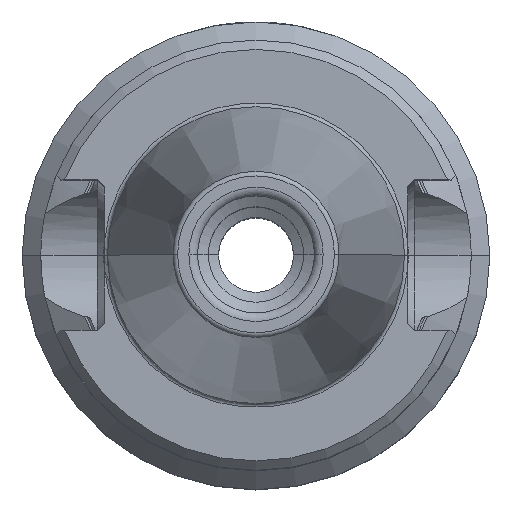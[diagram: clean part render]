
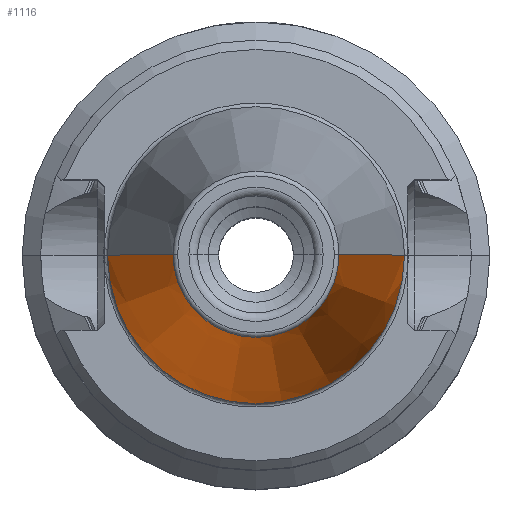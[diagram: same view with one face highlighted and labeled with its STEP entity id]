
A CAD part, top view. The second image highlights one B-rep face of the part: STEP entity #1116.
In plain terms, the highlighted conical face has half-angle 8.297 degrees and reference radius 15.875 mm.
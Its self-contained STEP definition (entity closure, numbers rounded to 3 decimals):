
#644=VERTEX_POINT('NONE',#1891);
#786=VERTEX_POINT('NONE',#2048);
#866=VERTEX_POINT('NONE',#2138);
#912=EDGE_CURVE('NONE',#644,#786,#2189,.T.);
#1010=EDGE_CURVE('NONE',#1040,#866,#2296,.T.);
#1040=VERTEX_POINT('NONE',#2330);
#1116=ADVANCED_FACE('NONE',(#2413),#2414,.T.);
#1270=EDGE_CURVE('NONE',#644,#1040,#2583,.T.);
#1530=EDGE_CURVE('NONE',#786,#866,#2872,.T.);
#1891=CARTESIAN_POINT('',(-8.879,0.0,47.972));
#2048=CARTESIAN_POINT('',(8.879,0.,47.972));
#2138=CARTESIAN_POINT('',(15.875,0.0,0.0));
#2189=CIRCLE('',#3732,8.879);
#2296=CIRCLE('',#3885,15.875);
#2330=CARTESIAN_POINT('',(-15.875,0.,0.0));
#2413=FACE_OUTER_BOUND('',#4097,.T.);
#2414=CONICAL_SURFACE('',#4098,15.875,0.145);
#2583=LINE('',#4349,#4350);
#2872=LINE('',#4805,#4806);
#3732=AXIS2_PLACEMENT_3D('',#5793,#5794,#5795);
#3885=AXIS2_PLACEMENT_3D('',#5924,#5925,#5926);
#4097=EDGE_LOOP('',(#6077,#6078,#6079,#6080));
#4098=AXIS2_PLACEMENT_3D('',#6081,#6082,#6083);
#4349=CARTESIAN_POINT('',(-15.875,0.,0.0));
#4350=VECTOR('',#6288,1000.0);
#4805=CARTESIAN_POINT('',(15.875,0.0,0.0));
#4806=VECTOR('',#6641,1000.0);
#5793=CARTESIAN_POINT('',(0.0,0.0,47.972));
#5794=DIRECTION('',(0.0,0.0,1.0));
#5795=DIRECTION('',(-1.0,0.0,0.0));
#5924=CARTESIAN_POINT('',(0.0,0.0,0.0));
#5925=DIRECTION('',(0.0,0.0,1.0));
#5926=DIRECTION('',(-1.0,0.0,0.0));
#6077=ORIENTED_EDGE('',*,*,#912,.F.);
#6078=ORIENTED_EDGE('',*,*,#1270,.T.);
#6079=ORIENTED_EDGE('',*,*,#1010,.T.);
#6080=ORIENTED_EDGE('',*,*,#1530,.F.);
#6081=CARTESIAN_POINT('',(0.0,0.0,0.0));
#6082=DIRECTION('',(-0.0,-0.0,-1.0));
#6083=DIRECTION('',(1.0,0.0,0.0));
#6288=DIRECTION('',(-0.144,0.,-0.99));
#6641=DIRECTION('',(0.144,0.0,-0.99));
